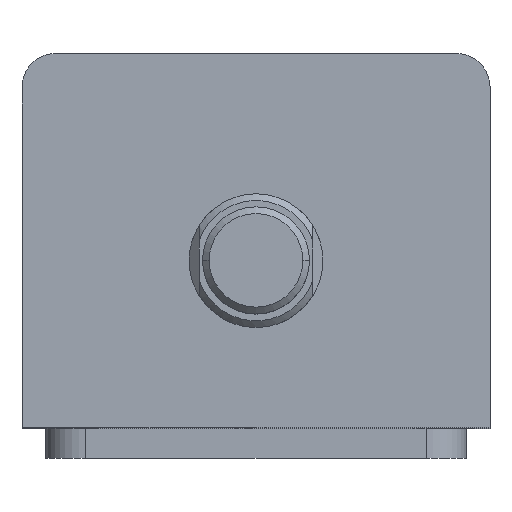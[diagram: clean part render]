
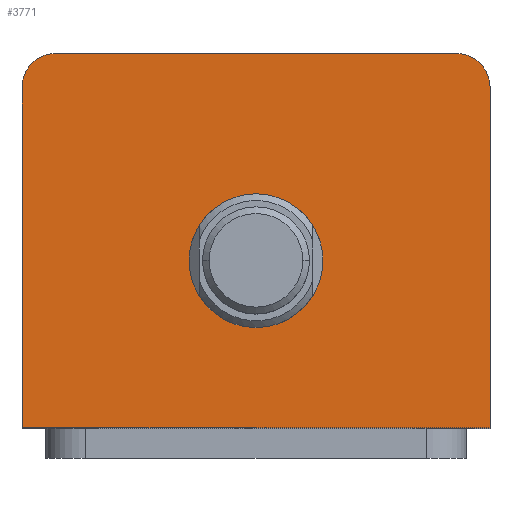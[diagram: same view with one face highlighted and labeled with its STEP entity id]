
A CAD part, top view. The second image highlights one B-rep face of the part: STEP entity #3771.
In plain terms, the highlighted planar face has unit normal (0, 0, 1).
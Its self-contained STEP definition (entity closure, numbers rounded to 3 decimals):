
#377 = CIRCLE ( 'NONE', #1673, 10. ) ;
#502 = FACE_OUTER_BOUND ( 'NONE', #2468, .T. ) ;
#521 = FACE_BOUND ( 'NONE', #2480, .T. ) ;
#900 = CARTESIAN_POINT ( 'NONE',  ( 35., 23., 84. ) ) ;
#927 = CARTESIAN_POINT ( 'NONE',  ( -30., 28., 84. ) ) ;
#931 = CARTESIAN_POINT ( 'NONE',  ( -35., 23., 84. ) ) ;
#941 = CARTESIAN_POINT ( 'NONE',  ( 30., 28., 84. ) ) ;
#973 = DIRECTION ( 'NONE',  ( 1., 0., 0. ) ) ;
#974 = DIRECTION ( 'NONE',  ( 0., 0., 1. ) ) ;
#975 = CARTESIAN_POINT ( 'NONE',  ( 0., -3., 84. ) ) ;
#1124 = DIRECTION ( 'NONE',  ( 1., 0., 0. ) ) ;
#1126 = DIRECTION ( 'NONE',  ( 0., 0., 1. ) ) ;
#1127 = CARTESIAN_POINT ( 'NONE',  ( 30., 23., 84. ) ) ;
#1143 = DIRECTION ( 'NONE',  ( 1., 0., 0. ) ) ;
#1144 = DIRECTION ( 'NONE',  ( 0., 0., 1. ) ) ;
#1145 = CARTESIAN_POINT ( 'NONE',  ( 0., -3., 84. ) ) ;
#1176 = DIRECTION ( 'NONE',  ( 1., 0., 0. ) ) ;
#1210 = CARTESIAN_POINT ( 'NONE',  ( -35., -28., 84. ) ) ;
#1216 = CARTESIAN_POINT ( 'NONE',  ( 35., 28., 84. ) ) ;
#1223 = DIRECTION ( 'NONE',  ( 0., 1., 0. ) ) ;
#1234 = DIRECTION ( 'NONE',  ( 1., 0., 0. ) ) ;
#1236 = DIRECTION ( 'NONE',  ( 0., 0., 1. ) ) ;
#1240 = CARTESIAN_POINT ( 'NONE',  ( -30., 23., 84. ) ) ;
#1262 = DIRECTION ( 'NONE',  ( -1., 0., 0. ) ) ;
#1264 = CARTESIAN_POINT ( 'NONE',  ( -35., 28., 84. ) ) ;
#1421 = EDGE_CURVE ( 'NONE', #3105, #3150, #3472, .T. ) ;
#1425 = EDGE_CURVE ( 'NONE', #3109, #3105, #3492, .T. ) ;
#1434 = EDGE_CURVE ( 'NONE', #3135, #3096, #3507, .T. ) ;
#1447 = EDGE_CURVE ( 'NONE', #3096, #3109, #3525, .T. ) ;
#1465 = EDGE_CURVE ( 'NONE', #3162, #3135, #3518, .T. ) ;
#1480 = EDGE_CURVE ( 'NONE', #3150, #3162, #3582, .T. ) ;
#1492 = EDGE_CURVE ( 'NONE', #3169, #3165, #3599, .T. ) ;
#1550 = EDGE_CURVE ( 'NONE', #3165, #3169, #377, .T. ) ;
#1617 = AXIS2_PLACEMENT_3D ( 'NONE', #1240, #1236, #1234 ) ;
#1624 = AXIS2_PLACEMENT_3D ( 'NONE', #1127, #1126, #1124 ) ;
#1642 = AXIS2_PLACEMENT_3D ( 'NONE', #1145, #1144, #1143 ) ;
#1673 = AXIS2_PLACEMENT_3D ( 'NONE', #975, #974, #973 ) ;
#1752 = AXIS2_PLACEMENT_3D ( 'NONE', #2606, #2600, #2597 ) ;
#2040 = DIRECTION ( 'NONE',  ( 0., -1., 0. ) ) ;
#2071 = CARTESIAN_POINT ( 'NONE',  ( -35., 28., 84. ) ) ;
#2468 = EDGE_LOOP ( 'NONE', ( #2751, #2749, #2747, #2745, #2744, #2743 ) ) ;
#2480 = EDGE_LOOP ( 'NONE', ( #2753, #2752 ) ) ;
#2597 = DIRECTION ( 'NONE',  ( 1., 0., 0. ) ) ;
#2600 = DIRECTION ( 'NONE',  ( 0., 0., 1. ) ) ;
#2602 = PLANE ( 'NONE',  #1752 ) ;
#2606 = CARTESIAN_POINT ( 'NONE',  ( 0., 0., 84. ) ) ;
#2743 = ORIENTED_EDGE ( 'NONE', *, *, #1480, .T. ) ;
#2744 = ORIENTED_EDGE ( 'NONE', *, *, #1421, .T. ) ;
#2745 = ORIENTED_EDGE ( 'NONE', *, *, #1425, .T. ) ;
#2747 = ORIENTED_EDGE ( 'NONE', *, *, #1447, .T. ) ;
#2749 = ORIENTED_EDGE ( 'NONE', *, *, #1434, .T. ) ;
#2751 = ORIENTED_EDGE ( 'NONE', *, *, #1465, .T. ) ;
#2752 = ORIENTED_EDGE ( 'NONE', *, *, #1492, .F. ) ;
#2753 = ORIENTED_EDGE ( 'NONE', *, *, #1550, .F. ) ;
#2995 = CARTESIAN_POINT ( 'NONE',  ( -10., -3., 84. ) ) ;
#3005 = CARTESIAN_POINT ( 'NONE',  ( 10., -3., 84. ) ) ;
#3011 = CARTESIAN_POINT ( 'NONE',  ( 35., -28., 84. ) ) ;
#3054 = CARTESIAN_POINT ( 'NONE',  ( -35., -28., 84. ) ) ;
#3096 = VERTEX_POINT ( 'NONE', #941 ) ;
#3105 = VERTEX_POINT ( 'NONE', #931 ) ;
#3109 = VERTEX_POINT ( 'NONE', #927 ) ;
#3135 = VERTEX_POINT ( 'NONE', #900 ) ;
#3150 = VERTEX_POINT ( 'NONE', #3054 ) ;
#3162 = VERTEX_POINT ( 'NONE', #3011 ) ;
#3165 = VERTEX_POINT ( 'NONE', #3005 ) ;
#3169 = VERTEX_POINT ( 'NONE', #2995 ) ;
#3472 = LINE ( 'NONE', #2071, #3493 ) ;
#3492 = CIRCLE ( 'NONE', #1617, 5. ) ;
#3493 = VECTOR ( 'NONE', #2040, 1000. ) ;
#3507 = CIRCLE ( 'NONE', #1624, 5. ) ;
#3518 = LINE ( 'NONE', #1216, #3557 ) ;
#3525 = LINE ( 'NONE', #1264, #3528 ) ;
#3528 = VECTOR ( 'NONE', #1262, 1000. ) ;
#3557 = VECTOR ( 'NONE', #1223, 1000. ) ;
#3582 = LINE ( 'NONE', #1210, #3587 ) ;
#3587 = VECTOR ( 'NONE', #1176, 1000. ) ;
#3599 = CIRCLE ( 'NONE', #1642, 10. ) ;
#3771 = ADVANCED_FACE ( 'NONE', ( #521, #502 ), #2602, .T. ) ;
